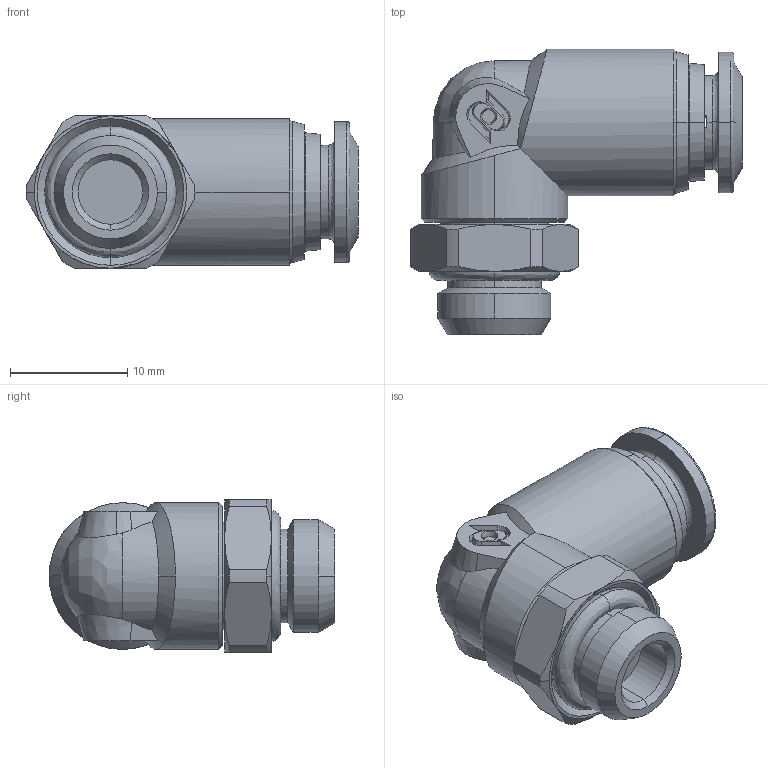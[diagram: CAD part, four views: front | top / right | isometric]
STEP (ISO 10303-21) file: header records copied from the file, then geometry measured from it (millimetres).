
FILE_DESCRIPTION (( 'STEP AP214' ), '1' );
FILE_NAME ('PL06-G01_ME.STEP', '2016-05-12T09:53:12', ( 'Gebruiker' ), ( '' ), 'SwSTEP 2.0', 'SolidWorks 2016', '' );
FILE_SCHEMA (( 'AUTOMOTIVE_DESIGN' ));
Length unit declared in the file: millimetre
Products named in the file (1): PL06-G01_ME
Bounding box: 28.3 x 24.35 x 13 mm (x, y, z)
Volume: 3858.2 mm3; surface area: 2350.9 mm2
Topology: 2 solids, 2 shells, 164 faces, 404 edges, 256 vertices
Faces by surface type: cone 56, plane 55, cylinder 32, bspline 21
Entity records: 6188 total; most frequent: CARTESIAN_POINT 2348, ORIENTED_EDGE 806, DIRECTION 768, EDGE_CURVE 403, AXIS2_PLACEMENT_3D 310, VERTEX_POINT 256, EDGE_LOOP 183, CIRCLE 166
